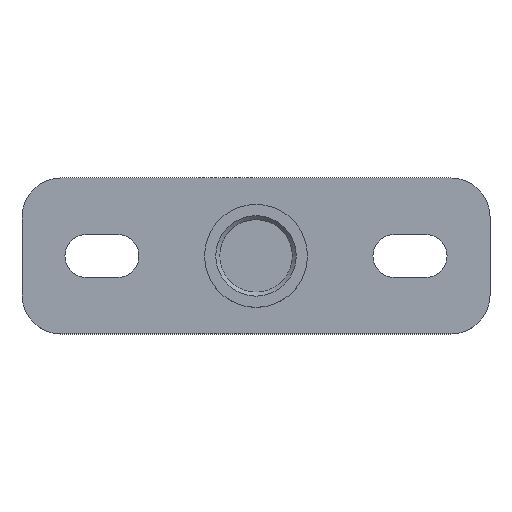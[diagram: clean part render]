
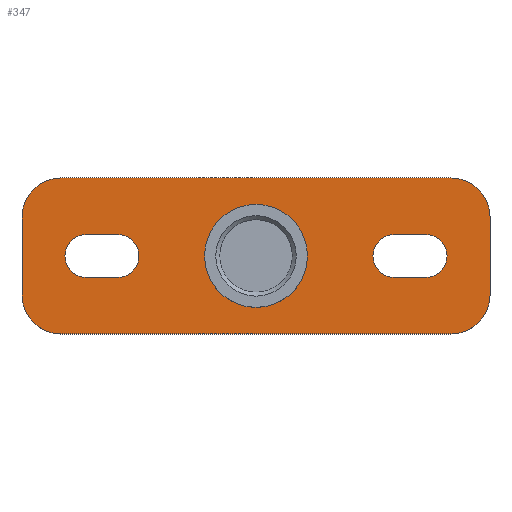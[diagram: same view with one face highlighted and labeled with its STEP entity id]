
A CAD part, top view. The second image highlights one B-rep face of the part: STEP entity #347.
In plain terms, the highlighted planar face has unit normal (0, 0, 1).
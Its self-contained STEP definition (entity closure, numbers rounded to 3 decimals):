
#185=CARTESIAN_POINT('',(-13.2,0.,4.0));
#186=VERTEX_POINT('',#185);
#187=CARTESIAN_POINT('',(0.,0.,4.0));
#188=DIRECTION('',(0.0,0.0,-1.0));
#189=DIRECTION('',(1.0,0.0,0.0));
#190=AXIS2_PLACEMENT_3D('',#187,#188,#189);
#191=CIRCLE('',#190,13.2);
#192=EDGE_CURVE('',#186,#186,#191,.T.);
#197=CARTESIAN_POINT('',(0.,0.,4.0));
#198=DIRECTION('',(0.0,0.0,1.0));
#199=DIRECTION('',(1.0,0.0,0.0));
#200=AXIS2_PLACEMENT_3D('',#197,#198,#199);
#201=PLANE('',#200);
#202=CARTESIAN_POINT('',(-60.0,10.,4.0));
#203=VERTEX_POINT('',#202);
#204=CARTESIAN_POINT('',(-50.0,20.,4.0));
#205=VERTEX_POINT('',#204);
#206=CARTESIAN_POINT('',(-50.0,10.,4.0));
#207=DIRECTION('',(0.0,0.0,-1.));
#208=DIRECTION('',(-0.707,0.707,0.0));
#209=AXIS2_PLACEMENT_3D('',#206,#207,#208);
#210=CIRCLE('',#209,10.);
#211=EDGE_CURVE('',#203,#205,#210,.T.);
#212=ORIENTED_EDGE('',*,*,#211,.F.);
#213=CARTESIAN_POINT('',(-60.0,-10.,4.0));
#214=VERTEX_POINT('',#213);
#215=CARTESIAN_POINT('',(-60.0,-10.,4.0));
#216=DIRECTION('',(0.0,1.0,0.0));
#217=VECTOR('',#216,20.0);
#218=LINE('',#215,#217);
#219=EDGE_CURVE('',#214,#203,#218,.T.);
#220=ORIENTED_EDGE('',*,*,#219,.F.);
#221=CARTESIAN_POINT('',(-50.0,-20.,4.0));
#222=VERTEX_POINT('',#221);
#223=CARTESIAN_POINT('',(-50.0,-10.,4.0));
#224=DIRECTION('',(0.0,0.0,-1.));
#225=DIRECTION('',(-0.707,-0.707,0.0));
#226=AXIS2_PLACEMENT_3D('',#223,#224,#225);
#227=CIRCLE('',#226,10.);
#228=EDGE_CURVE('',#222,#214,#227,.T.);
#229=ORIENTED_EDGE('',*,*,#228,.F.);
#230=CARTESIAN_POINT('',(50.0,-20.,4.0));
#231=VERTEX_POINT('',#230);
#232=CARTESIAN_POINT('',(50.0,-20.,4.0));
#233=DIRECTION('',(-1.0,0.0,0.0));
#234=VECTOR('',#233,100.0);
#235=LINE('',#232,#234);
#236=EDGE_CURVE('',#231,#222,#235,.T.);
#237=ORIENTED_EDGE('',*,*,#236,.F.);
#238=CARTESIAN_POINT('',(60.0,-10.,4.0));
#239=VERTEX_POINT('',#238);
#240=CARTESIAN_POINT('',(50.0,-10.,4.0));
#241=DIRECTION('',(0.0,0.0,-1.));
#242=DIRECTION('',(0.707,-0.707,0.0));
#243=AXIS2_PLACEMENT_3D('',#240,#241,#242);
#244=CIRCLE('',#243,10.);
#245=EDGE_CURVE('',#239,#231,#244,.T.);
#246=ORIENTED_EDGE('',*,*,#245,.F.);
#247=CARTESIAN_POINT('',(60.0,10.,4.0));
#248=VERTEX_POINT('',#247);
#249=CARTESIAN_POINT('',(60.0,10.,4.0));
#250=DIRECTION('',(0.0,-1.0,0.0));
#251=VECTOR('',#250,20.);
#252=LINE('',#249,#251);
#253=EDGE_CURVE('',#248,#239,#252,.T.);
#254=ORIENTED_EDGE('',*,*,#253,.F.);
#255=CARTESIAN_POINT('',(50.0,20.,4.0));
#256=VERTEX_POINT('',#255);
#257=CARTESIAN_POINT('',(50.0,10.,4.0));
#258=DIRECTION('',(0.0,0.0,-1.));
#259=DIRECTION('',(0.707,0.707,0.0));
#260=AXIS2_PLACEMENT_3D('',#257,#258,#259);
#261=CIRCLE('',#260,10.);
#262=EDGE_CURVE('',#256,#248,#261,.T.);
#263=ORIENTED_EDGE('',*,*,#262,.F.);
#264=CARTESIAN_POINT('',(-50.0,20.,4.0));
#265=DIRECTION('',(1.0,0.0,0.0));
#266=VECTOR('',#265,100.0);
#267=LINE('',#264,#266);
#268=EDGE_CURVE('',#205,#256,#267,.T.);
#269=ORIENTED_EDGE('',*,*,#268,.F.);
#270=EDGE_LOOP('',(#212,#220,#229,#237,#246,#254,#263,#269));
#271=FACE_OUTER_BOUND('',#270,.T.);
#272=CARTESIAN_POINT('',(-35.5,5.5,4.0));
#273=VERTEX_POINT('',#272);
#274=CARTESIAN_POINT('',(-35.5,-5.5,4.0));
#275=VERTEX_POINT('',#274);
#276=CARTESIAN_POINT('',(-35.5,0.0,4.0));
#277=DIRECTION('',(0.0,0.0,-1.0));
#278=DIRECTION('',(0.0,1.0,0.0));
#279=AXIS2_PLACEMENT_3D('',#276,#277,#278);
#280=CIRCLE('',#279,5.5);
#281=EDGE_CURVE('',#273,#275,#280,.T.);
#282=ORIENTED_EDGE('',*,*,#281,.T.);
#283=CARTESIAN_POINT('',(-43.5,-5.5,4.0));
#284=VERTEX_POINT('',#283);
#285=CARTESIAN_POINT('',(-35.5,-5.5,4.0));
#286=DIRECTION('',(-1.0,0.0,0.0));
#287=VECTOR('',#286,8.0);
#288=LINE('',#285,#287);
#289=EDGE_CURVE('',#275,#284,#288,.T.);
#290=ORIENTED_EDGE('',*,*,#289,.T.);
#291=CARTESIAN_POINT('',(-43.5,5.5,4.0));
#292=VERTEX_POINT('',#291);
#293=CARTESIAN_POINT('',(-43.5,0.0,4.0));
#294=DIRECTION('',(0.0,0.0,-1.0));
#295=DIRECTION('',(0.0,-1.0,0.0));
#296=AXIS2_PLACEMENT_3D('',#293,#294,#295);
#297=CIRCLE('',#296,5.5);
#298=EDGE_CURVE('',#284,#292,#297,.T.);
#299=ORIENTED_EDGE('',*,*,#298,.T.);
#300=CARTESIAN_POINT('',(-43.5,5.5,4.0));
#301=DIRECTION('',(1.0,0.0,0.0));
#302=VECTOR('',#301,8.);
#303=LINE('',#300,#302);
#304=EDGE_CURVE('',#292,#273,#303,.T.);
#305=ORIENTED_EDGE('',*,*,#304,.T.);
#306=EDGE_LOOP('',(#282,#290,#299,#305));
#307=FACE_BOUND('',#306,.T.);
#308=CARTESIAN_POINT('',(35.5,-5.5,4.0));
#309=VERTEX_POINT('',#308);
#310=CARTESIAN_POINT('',(35.5,5.5,4.0));
#311=VERTEX_POINT('',#310);
#312=CARTESIAN_POINT('',(35.5,0.0,4.0));
#313=DIRECTION('',(0.0,0.0,-1.0));
#314=DIRECTION('',(0.0,1.0,0.0));
#315=AXIS2_PLACEMENT_3D('',#312,#313,#314);
#316=CIRCLE('',#315,5.5);
#317=EDGE_CURVE('',#309,#311,#316,.T.);
#318=ORIENTED_EDGE('',*,*,#317,.T.);
#319=CARTESIAN_POINT('',(43.5,5.5,4.0));
#320=VERTEX_POINT('',#319);
#321=CARTESIAN_POINT('',(35.5,5.5,4.0));
#322=DIRECTION('',(1.0,0.0,0.0));
#323=VECTOR('',#322,8.);
#324=LINE('',#321,#323);
#325=EDGE_CURVE('',#311,#320,#324,.T.);
#326=ORIENTED_EDGE('',*,*,#325,.T.);
#327=CARTESIAN_POINT('',(43.5,-5.5,4.0));
#328=VERTEX_POINT('',#327);
#329=CARTESIAN_POINT('',(43.5,0.0,4.0));
#330=DIRECTION('',(0.0,0.0,-1.0));
#331=DIRECTION('',(0.0,-1.0,0.0));
#332=AXIS2_PLACEMENT_3D('',#329,#330,#331);
#333=CIRCLE('',#332,5.5);
#334=EDGE_CURVE('',#320,#328,#333,.T.);
#335=ORIENTED_EDGE('',*,*,#334,.T.);
#336=CARTESIAN_POINT('',(43.5,-5.5,4.0));
#337=DIRECTION('',(-1.0,0.0,0.0));
#338=VECTOR('',#337,8.0);
#339=LINE('',#336,#338);
#340=EDGE_CURVE('',#328,#309,#339,.T.);
#341=ORIENTED_EDGE('',*,*,#340,.T.);
#342=EDGE_LOOP('',(#318,#326,#335,#341));
#343=FACE_BOUND('',#342,.T.);
#344=ORIENTED_EDGE('',*,*,#192,.T.);
#345=EDGE_LOOP('',(#344));
#346=FACE_BOUND('',#345,.T.);
#347=ADVANCED_FACE('',(#271,#307,#343,#346),#201,.T.);
